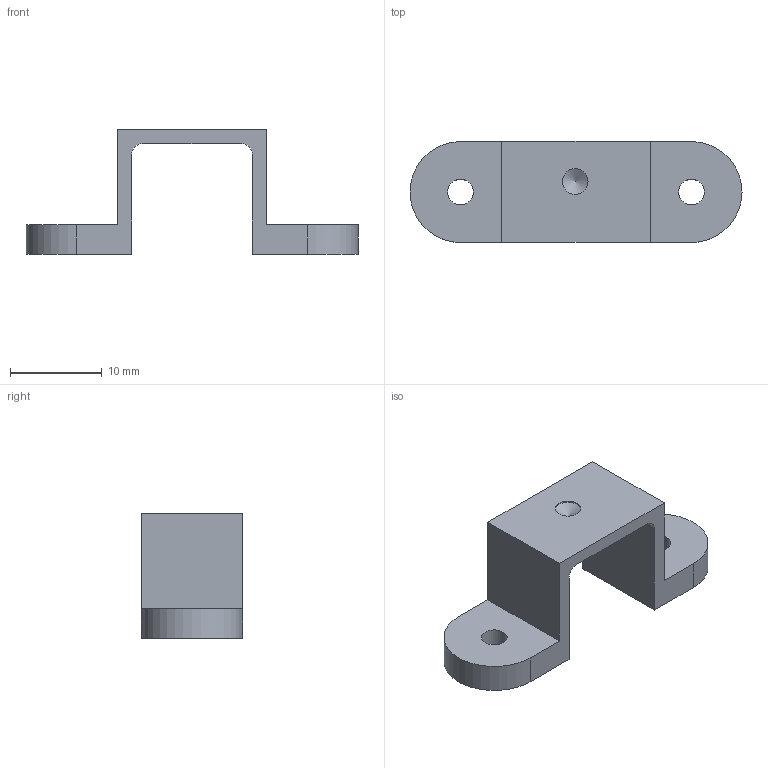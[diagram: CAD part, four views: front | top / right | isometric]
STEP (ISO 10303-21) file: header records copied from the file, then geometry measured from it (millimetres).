
FILE_DESCRIPTION(/* description */ (''),/* implementation_level */ '2;1');
FILE_NAME(/* name */ 'motor_holder2.stp',/* time_stamp */ '2024-09-27T17:22:01+03:00',/* author */ (''),/* organization */ (''),/* preprocessor_version */ 'ST-DEVELOPER v19.4',/* originating_system */ 'SIEMENS PLM Software NX2306.3001',/* authorisation */ '');
FILE_SCHEMA (('AUTOMOTIVE_DESIGN { 1 0 10303 214 3 1 1 1 }'));
Length unit declared in the file: millimetre
Products named in the file (1): motor_holder2
Bounding box: 36.15 x 11 x 13.55 mm (x, y, z)
Volume: 1249.7 mm3; surface area: 1549.1 mm2
Topology: 1 solids, 1 shells, 20 faces, 56 edges, 38 vertices
Faces by surface type: plane 12, cylinder 7, cone 1
Full cylindrical faces by diameter (mm): 2.8 x3
Entity records: 629 total; most frequent: DIRECTION 104, CARTESIAN_POINT 104, ORIENTED_EDGE 96, EDGE_CURVE 48, VERTEX_POINT 35, AXIS2_PLACEMENT_3D 35, LINE 34, VECTOR 34
